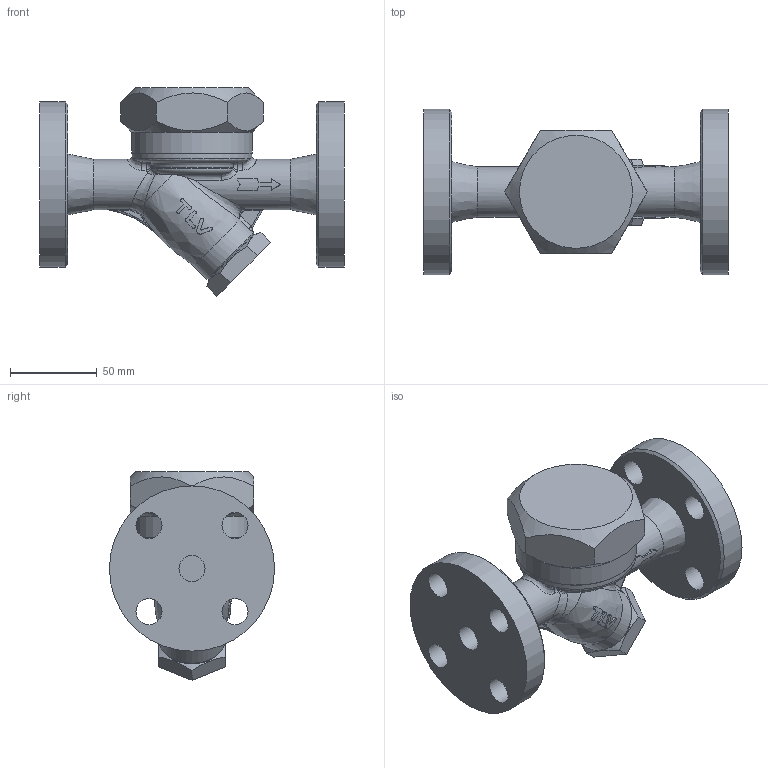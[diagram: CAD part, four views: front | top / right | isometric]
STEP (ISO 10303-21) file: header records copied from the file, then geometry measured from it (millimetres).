
FILE_DESCRIPTION((''),'2;1');
FILE_NAME('a3n00-015-jis10-00.stp','2010-12-06T16:02:31',('nakaot'),(''),'Autodesk Inventor 2008','Autodesk Inventor 2008','');
FILE_SCHEMA(('AUTOMOTIVE_DESIGN { 1 0 10303 214 1 1 1 1 }'));
Length unit declared in the file: millimetre
Products named in the file (1): a3n00-015-jis10-00
Bounding box: 175 x 95 x 120 mm (x, y, z)
Volume: 544495.5 mm3; surface area: 79706.7 mm2
Topology: 1 solids, 1 shells, 217 faces, 545 edges, 337 vertices
Faces by surface type: bspline 95, plane 58, cylinder 50, cone 8, torus 6
Full cylindrical faces by diameter (mm): 15 x5, 29 x2, 38 x1, 50 x1, 69 x1, 69.5 x1, 95 x1
Entity records: 13714 total; most frequent: CARTESIAN_POINT 9324, ORIENTED_EDGE 1006, DIRECTION 685, EDGE_CURVE 503, VERTEX_POINT 326, AXIS2_PLACEMENT_3D 283, EDGE_LOOP 271, FACE_OUTER_BOUND 217
